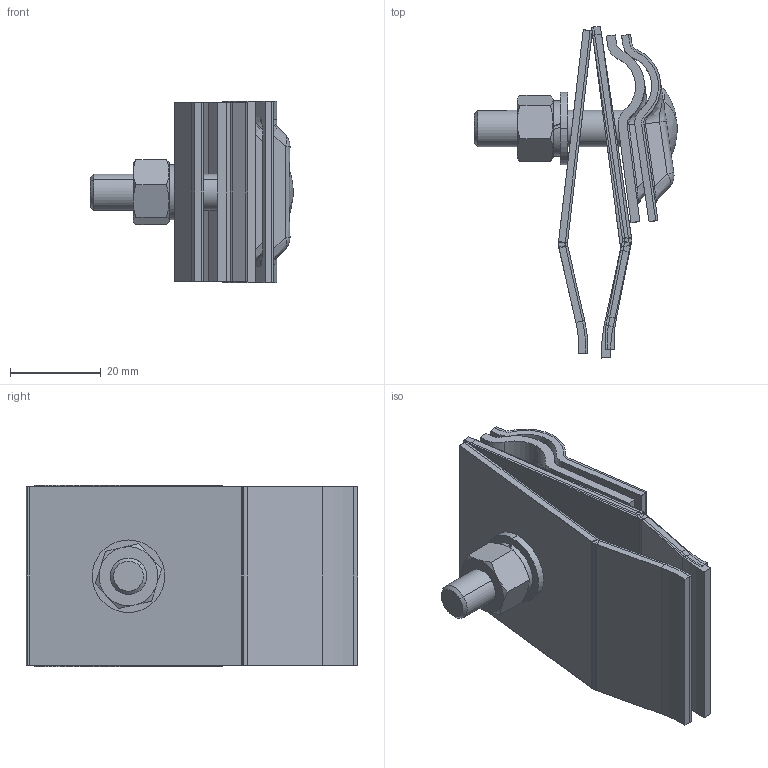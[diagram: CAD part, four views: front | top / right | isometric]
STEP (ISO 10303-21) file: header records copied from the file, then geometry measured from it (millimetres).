
FILE_DESCRIPTION (( 'STEP AP203' ), '1' );
FILE_NAME ('0806 Ôàëüöåâûé äåðæàòåëü, âûñîòà Í-6 (ñì), äèàìåòð ïðîâîëîêè - 6 - 10 (ìì).STEP', '2024-04-23T09:13:09', ( '' ), ( '' ), 'SwSTEP 2.0', 'SolidWorks 2022', '' );
FILE_SCHEMA (( 'CONFIG_CONTROL_DESIGN' ));
Length unit declared in the file: millimetre
Products named in the file (11): hex nut gradec_iso_ISO - 4034 - M8 - N; 1601M.001 Прижим_00; 0805.002 Пластина прижимная_00; 0805.002-02 Пластина прижимная_00; 1601M.001-01 Прижим_00; ГОСТ 11371-78_Шайба A.8 ГОСТ 11371-78; 0806 Фальцевый держатель, высота Н-6 (см), диаметр проволоки - 6 - 10 (мм); 1601M.001-02 Прижим_00; square neck bolt 02_iso_ISO 8678-M8x40-34.5-N; 0805.002-01 Пластина прижимная_00; ГОСТ 6402-70_Шайба 8Л ГОСТ 6402-70
Assembly tree (13 placements, depth 2):
  0806 Фальцевый держатель, высота Н-6 (см), диаметр проволоки - 6 - 10 (мм)
    0805.002 Пластина прижимная_00  x2
    1601M.001 Прижим_00
    square neck bolt 02_iso_ISO 8678-M8x40-34.5-N
    hex nut gradec_iso_ISO - 4034 - M8 - N
    0805.002-01 Пластина прижимная_00  x2
    1601M.001-01 Прижим_00
    0805.002-02 Пластина прижимная_00  x2
    1601M.001-02 Прижим_00
    ГОСТ 6402-70_Шайба 8Л ГОСТ 6402-70
    ГОСТ 11371-78_Шайба A.8 ГОСТ 11371-78
Bounding box: 44.8 x 73.2 x 40 mm (x, y, z)
Volume: 44493.1 mm3; surface area: 51021.3 mm2
Topology: 13 solids, 13 shells, 445 faces, 1081 edges, 612 vertices
Faces by surface type: plane 179, bspline 144, cylinder 78, cone 23, sphere 14, torus 7
Entity records: 21791 total; most frequent: CARTESIAN_POINT 13305, ORIENTED_EDGE 1670, DIRECTION 1269, EDGE_CURVE 835, VERTEX_POINT 496, AXIS2_PLACEMENT_3D 485, EDGE_LOOP 371, ADVANCED_FACE 357
